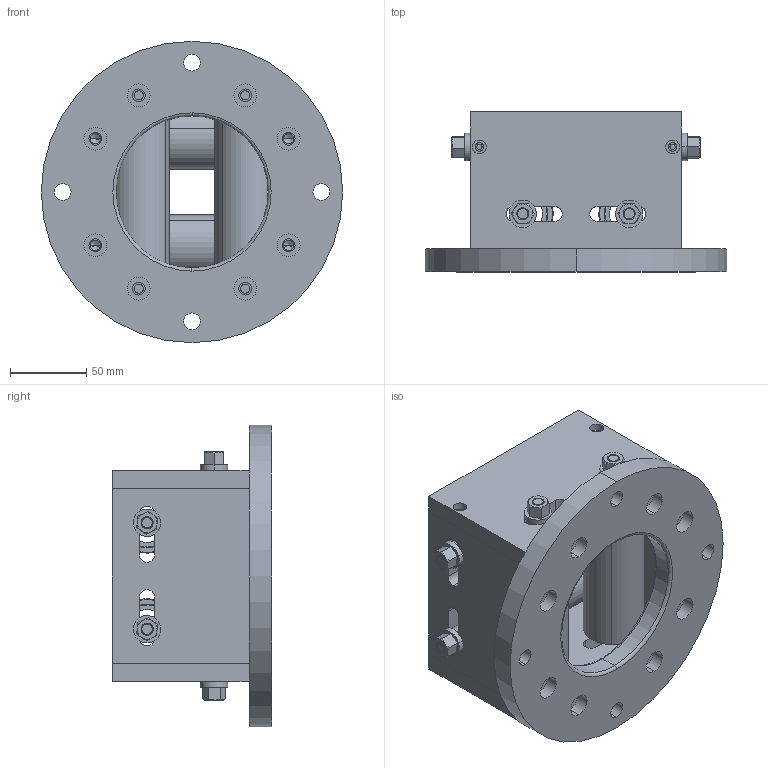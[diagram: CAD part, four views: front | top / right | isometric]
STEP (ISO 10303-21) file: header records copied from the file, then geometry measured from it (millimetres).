
FILE_DESCRIPTION (( 'STEP AP203' ), '1' );
FILE_NAME ('10260.STEP', '2020-07-28T11:16:31', ( '' ), ( '' ), 'SwSTEP 2.0', 'SolidWorks 2020', '' );
FILE_SCHEMA (( 'CONFIG_CONTROL_DESIGN' ));
Length unit declared in the file: millimetre
Products named in the file (7): 78363; 59023; 10260; 3-300119-00P1; 3-300119-00P3ADJ-A; din6331_m8; 3-300119-00P2ADJ-A
Assembly tree (21 placements, depth 2):
  10260
    3-300119-00P2ADJ-A  x2
    3-300119-00P3ADJ-A  x2
    3-300119-00P1
    78363  x4
    59023  x4
    din6331_m8  x8
Bounding box: 198 x 105 x 198 mm (x, y, z)
Volume: 1241673.8 mm3; surface area: 320970.4 mm2
Topology: 21 solids, 21 shells, 582 faces, 1318 edges, 824 vertices
Faces by surface type: cylinder 228, plane 206, cone 144, torus 4
Entity records: 7115 total; most frequent: CARTESIAN_POINT 1162, DIRECTION 1114, ORIENTED_EDGE 910, AXIS2_PLACEMENT_3D 457, EDGE_CURVE 455, VERTEX_POINT 293, EDGE_LOOP 264, CIRCLE 239
